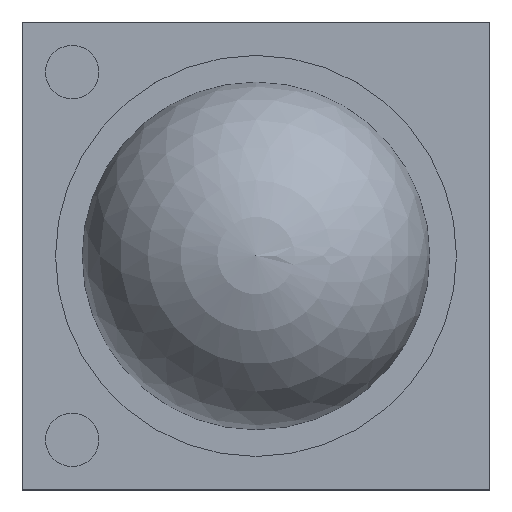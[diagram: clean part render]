
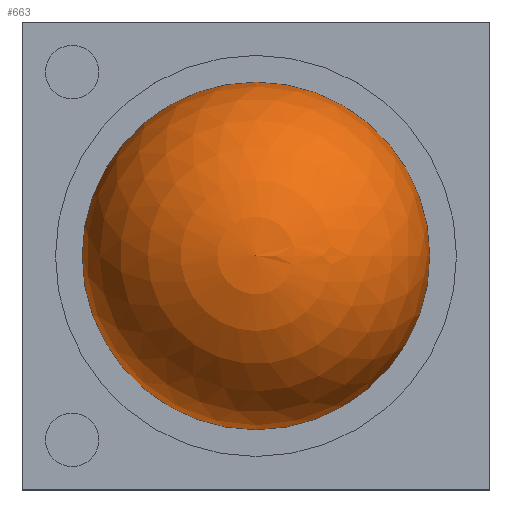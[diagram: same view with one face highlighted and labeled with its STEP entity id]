
A CAD part, top view. The second image highlights one B-rep face of the part: STEP entity #663.
In plain terms, the highlighted spherical face has radius 1.3 mm.
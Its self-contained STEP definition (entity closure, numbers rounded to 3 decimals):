
#24=SPHERICAL_SURFACE('',#705,1.3);
#33=CIRCLE('',#704,1.3);
#146=ORIENTED_EDGE('',*,*,#201,.T.);
#201=EDGE_CURVE('',#240,#240,#33,.T.);
#240=VERTEX_POINT('',#950);
#374=EDGE_LOOP('',(#146));
#412=FACE_BOUND('',#374,.T.);
#663=ADVANCED_FACE('',(#412),#24,.T.);
#704=AXIS2_PLACEMENT_3D('',#949,#823,#824);
#705=AXIS2_PLACEMENT_3D('',#951,#825,#826);
#823=DIRECTION('',(0.,0.,1.));
#824=DIRECTION('',(1.,0.,0.));
#825=DIRECTION('',(0.,0.,1.));
#826=DIRECTION('',(-1.,0.,0.));
#949=CARTESIAN_POINT('',(0.,0.,0.63));
#950=CARTESIAN_POINT('',(1.3,0.,0.63));
#951=CARTESIAN_POINT('',(0.,0.,0.63));
